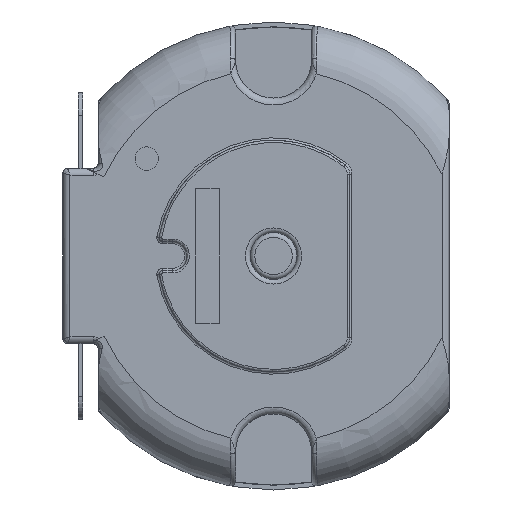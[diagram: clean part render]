
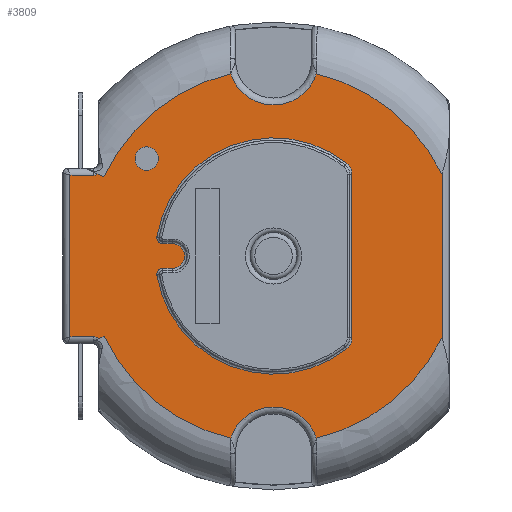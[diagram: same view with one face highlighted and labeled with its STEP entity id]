
A CAD part, left-side view. The second image highlights one B-rep face of the part: STEP entity #3809.
In plain terms, the highlighted face is planar.
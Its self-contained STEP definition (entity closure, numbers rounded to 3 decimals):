
#234=FACE_BOUND('',#710,.T.);
#235=FACE_BOUND('',#711,.T.);
#295=PLANE('',#4207);
#467=FACE_OUTER_BOUND('',#709,.T.);
#709=EDGE_LOOP('',(#3164,#3165,#3166,#3167,#3168,#3169,#3170,#3171,#3172,
#3173,#3174,#3175,#3176,#3177));
#710=EDGE_LOOP('',(#3178));
#711=EDGE_LOOP('',(#3179,#3180,#3181,#3182,#3183,#3184,#3185,#3186,#3187,
#3188));
#950=LINE('',#7383,#1190);
#951=LINE('',#7395,#1191);
#955=LINE('',#7401,#1195);
#962=LINE('',#7419,#1202);
#968=LINE('',#7441,#1208);
#969=LINE('',#7443,#1209);
#970=LINE('',#7452,#1210);
#971=LINE('',#7456,#1211);
#972=LINE('',#7464,#1212);
#1190=VECTOR('',#5020,10.);
#1191=VECTOR('',#5027,10.);
#1195=VECTOR('',#5035,10.);
#1202=VECTOR('',#5056,10.);
#1208=VECTOR('',#5084,10.);
#1209=VECTOR('',#5085,10.);
#1210=VECTOR('',#5094,10.);
#1211=VECTOR('',#5097,10.);
#1212=VECTOR('',#5104,10.);
#1376=CIRCLE('',#4113,0.5);
#1403=CIRCLE('',#4154,8.);
#1408=CIRCLE('',#4163,8.);
#1414=CIRCLE('',#4170,8.);
#1419=CIRCLE('',#4176,1.925);
#1425=CIRCLE('',#4183,8.);
#1430=CIRCLE('',#4202,0.5);
#1432=CIRCLE('',#4208,0.5);
#1433=CIRCLE('',#4209,1.925);
#1434=CIRCLE('',#4210,5.05);
#1435=CIRCLE('',#4211,0.25);
#1436=CIRCLE('',#4212,0.525);
#1437=CIRCLE('',#4213,0.25);
#1438=CIRCLE('',#4214,5.05);
#1439=CIRCLE('',#4215,0.6);
#1440=CIRCLE('',#4216,0.6);
#1652=VERTEX_POINT('',#6644);
#1699=VERTEX_POINT('',#6853);
#1703=VERTEX_POINT('',#6885);
#1707=VERTEX_POINT('',#6929);
#1713=VERTEX_POINT('',#7017);
#1722=VERTEX_POINT('',#7092);
#1727=VERTEX_POINT('',#7175);
#1734=VERTEX_POINT('',#7210);
#1746=VERTEX_POINT('',#7371);
#1747=VERTEX_POINT('',#7375);
#1750=VERTEX_POINT('',#7387);
#1753=VERTEX_POINT('',#7416);
#1754=VERTEX_POINT('',#7418);
#1759=VERTEX_POINT('',#7440);
#1760=VERTEX_POINT('',#7442);
#1761=VERTEX_POINT('',#7446);
#1762=VERTEX_POINT('',#7447);
#1763=VERTEX_POINT('',#7449);
#1764=VERTEX_POINT('',#7451);
#1765=VERTEX_POINT('',#7453);
#1766=VERTEX_POINT('',#7455);
#1767=VERTEX_POINT('',#7457);
#1768=VERTEX_POINT('',#7459);
#1769=VERTEX_POINT('',#7461);
#1770=VERTEX_POINT('',#7463);
#2101=EDGE_CURVE('',#1652,#1652,#1376,.T.);
#2167=EDGE_CURVE('',#1699,#1703,#1403,.T.);
#2184=EDGE_CURVE('',#1713,#1707,#1408,.T.);
#2201=EDGE_CURVE('',#1727,#1722,#1414,.T.);
#2210=EDGE_CURVE('',#1734,#1722,#1419,.T.);
#2226=EDGE_CURVE('',#1734,#1746,#1425,.T.);
#2228=EDGE_CURVE('',#1746,#1747,#950,.T.);
#2232=EDGE_CURVE('',#1750,#1713,#951,.T.);
#2236=EDGE_CURVE('',#1727,#1703,#955,.T.);
#2245=EDGE_CURVE('',#1753,#1754,#962,.T.);
#2249=EDGE_CURVE('',#1754,#1747,#1430,.T.);
#2256=EDGE_CURVE('',#1759,#1753,#968,.T.);
#2257=EDGE_CURVE('',#1760,#1759,#969,.T.);
#2258=EDGE_CURVE('',#1750,#1760,#1432,.T.);
#2259=EDGE_CURVE('',#1699,#1707,#1433,.T.);
#2260=EDGE_CURVE('',#1761,#1762,#1434,.T.);
#2261=EDGE_CURVE('',#1763,#1761,#1435,.T.);
#2262=EDGE_CURVE('',#1764,#1763,#970,.T.);
#2263=EDGE_CURVE('',#1765,#1764,#1436,.T.);
#2264=EDGE_CURVE('',#1766,#1765,#971,.T.);
#2265=EDGE_CURVE('',#1767,#1766,#1437,.T.);
#2266=EDGE_CURVE('',#1768,#1767,#1438,.T.);
#2267=EDGE_CURVE('',#1769,#1768,#1439,.T.);
#2268=EDGE_CURVE('',#1770,#1769,#972,.T.);
#2269=EDGE_CURVE('',#1762,#1770,#1440,.T.);
#3164=ORIENTED_EDGE('',*,*,#2167,.T.);
#3165=ORIENTED_EDGE('',*,*,#2236,.F.);
#3166=ORIENTED_EDGE('',*,*,#2201,.T.);
#3167=ORIENTED_EDGE('',*,*,#2210,.F.);
#3168=ORIENTED_EDGE('',*,*,#2226,.T.);
#3169=ORIENTED_EDGE('',*,*,#2228,.T.);
#3170=ORIENTED_EDGE('',*,*,#2249,.F.);
#3171=ORIENTED_EDGE('',*,*,#2245,.F.);
#3172=ORIENTED_EDGE('',*,*,#2256,.F.);
#3173=ORIENTED_EDGE('',*,*,#2257,.F.);
#3174=ORIENTED_EDGE('',*,*,#2258,.F.);
#3175=ORIENTED_EDGE('',*,*,#2232,.T.);
#3176=ORIENTED_EDGE('',*,*,#2184,.T.);
#3177=ORIENTED_EDGE('',*,*,#2259,.F.);
#3178=ORIENTED_EDGE('',*,*,#2101,.T.);
#3179=ORIENTED_EDGE('',*,*,#2260,.F.);
#3180=ORIENTED_EDGE('',*,*,#2261,.F.);
#3181=ORIENTED_EDGE('',*,*,#2262,.F.);
#3182=ORIENTED_EDGE('',*,*,#2263,.F.);
#3183=ORIENTED_EDGE('',*,*,#2264,.F.);
#3184=ORIENTED_EDGE('',*,*,#2265,.F.);
#3185=ORIENTED_EDGE('',*,*,#2266,.F.);
#3186=ORIENTED_EDGE('',*,*,#2267,.F.);
#3187=ORIENTED_EDGE('',*,*,#2268,.F.);
#3188=ORIENTED_EDGE('',*,*,#2269,.F.);
#3809=ADVANCED_FACE('',(#467,#234,#235),#295,.T.);
#4113=AXIS2_PLACEMENT_3D('',#6645,#4840,#4841);
#4154=AXIS2_PLACEMENT_3D('',#6894,#4952,#4953);
#4163=AXIS2_PLACEMENT_3D('',#7018,#4976,#4977);
#4170=AXIS2_PLACEMENT_3D('',#7176,#4990,#4991);
#4176=AXIS2_PLACEMENT_3D('',#7217,#5002,#5003);
#4183=AXIS2_PLACEMENT_3D('',#7373,#5016,#5017);
#4202=AXIS2_PLACEMENT_3D('',#7426,#5067,#5068);
#4207=AXIS2_PLACEMENT_3D('',#7439,#5082,#5083);
#4208=AXIS2_PLACEMENT_3D('',#7444,#5086,#5087);
#4209=AXIS2_PLACEMENT_3D('',#7445,#5088,#5089);
#4210=AXIS2_PLACEMENT_3D('',#7448,#5090,#5091);
#4211=AXIS2_PLACEMENT_3D('',#7450,#5092,#5093);
#4212=AXIS2_PLACEMENT_3D('',#7454,#5095,#5096);
#4213=AXIS2_PLACEMENT_3D('',#7458,#5098,#5099);
#4214=AXIS2_PLACEMENT_3D('',#7460,#5100,#5101);
#4215=AXIS2_PLACEMENT_3D('',#7462,#5102,#5103);
#4216=AXIS2_PLACEMENT_3D('',#7465,#5105,#5106);
#4840=DIRECTION('center_axis',(0.,1.,0.));
#4841=DIRECTION('ref_axis',(1.,0.,0.));
#4952=DIRECTION('center_axis',(0.,-1.,0.));
#4953=DIRECTION('ref_axis',(0.,0.,-1.));
#4976=DIRECTION('center_axis',(0.,-1.,0.));
#4977=DIRECTION('ref_axis',(0.,0.,-1.));
#4990=DIRECTION('center_axis',(0.,-1.,0.));
#4991=DIRECTION('ref_axis',(0.,0.,-1.));
#5002=DIRECTION('center_axis',(0.,-1.,0.));
#5003=DIRECTION('ref_axis',(0.,0.,1.));
#5016=DIRECTION('center_axis',(0.,-1.,0.));
#5017=DIRECTION('ref_axis',(0.,0.,-1.));
#5020=DIRECTION('',(0.906,0.,-0.423));
#5027=DIRECTION('',(-0.904,0.,-0.427));
#5035=DIRECTION('',(0.,0.,1.));
#5056=DIRECTION('',(-1.,0.,0.));
#5067=DIRECTION('center_axis',(0.,-1.,0.));
#5068=DIRECTION('ref_axis',(-0.707,0.,0.707));
#5082=DIRECTION('center_axis',(0.,-1.,0.));
#5083=DIRECTION('ref_axis',(1.,0.,0.));
#5084=DIRECTION('',(0.,0.,-1.));
#5085=DIRECTION('',(1.,0.,0.));
#5086=DIRECTION('center_axis',(0.,-1.,0.));
#5087=DIRECTION('ref_axis',(-0.707,0.,-0.707));
#5088=DIRECTION('center_axis',(0.,-1.,0.));
#5089=DIRECTION('ref_axis',(0.,0.,-1.));
#5090=DIRECTION('center_axis',(0.,-1.,0.));
#5091=DIRECTION('ref_axis',(0.363,0.,0.932));
#5092=DIRECTION('center_axis',(0.,-1.,0.));
#5093=DIRECTION('ref_axis',(0.762,0.,-0.648));
#5094=DIRECTION('',(1.,0.,0.));
#5095=DIRECTION('center_axis',(0.,1.,0.));
#5096=DIRECTION('ref_axis',(-1.,0.,0.));
#5097=DIRECTION('',(-1.,0.,0.));
#5098=DIRECTION('center_axis',(0.,-1.,0.));
#5099=DIRECTION('ref_axis',(0.762,0.,0.648));
#5100=DIRECTION('center_axis',(0.,-1.,0.));
#5101=DIRECTION('ref_axis',(0.363,0.,-0.932));
#5102=DIRECTION('center_axis',(0.,-1.,0.));
#5103=DIRECTION('ref_axis',(-0.899,0.,-0.437));
#5104=DIRECTION('',(0.,0.,-1.));
#5105=DIRECTION('center_axis',(0.,-1.,0.));
#5106=DIRECTION('ref_axis',(-0.899,0.,0.437));
#6644=CARTESIAN_POINT('',(6.299,-26.114,-4.43));
#6645=CARTESIAN_POINT('Origin',(6.799,-26.114,-4.43));
#6853=CARTESIAN_POINT('',(-0.452,-26.114,7.52));
#6885=CARTESIAN_POINT('',(-5.819,-26.114,3.22));
#6894=CARTESIAN_POINT('Origin',(1.381,-26.114,-0.267));
#6929=CARTESIAN_POINT('',(3.214,-26.114,7.52));
#7017=CARTESIAN_POINT('',(8.613,-26.114,3.152));
#7018=CARTESIAN_POINT('Origin',(1.381,-26.114,-0.267));
#7092=CARTESIAN_POINT('',(-0.452,-26.114,-8.054));
#7175=CARTESIAN_POINT('',(-5.819,-26.114,-3.754));
#7176=CARTESIAN_POINT('Origin',(1.381,-26.114,-0.267));
#7210=CARTESIAN_POINT('',(3.214,-26.114,-8.054));
#7217=CARTESIAN_POINT('Origin',(1.381,-26.114,-8.642));
#7371=CARTESIAN_POINT('',(8.631,-26.114,-3.648));
#7373=CARTESIAN_POINT('Origin',(1.381,-26.114,-0.267));
#7375=CARTESIAN_POINT('',(8.875,-26.114,-3.761));
#7383=CARTESIAN_POINT('',(5.767,-26.114,-2.312));
#7387=CARTESIAN_POINT('',(8.826,-26.114,3.253));
#7395=CARTESIAN_POINT('',(5.756,-26.114,1.801));
#7401=CARTESIAN_POINT('',(-5.819,-26.114,-3.379));
#7416=CARTESIAN_POINT('',(10.081,-26.114,-3.717));
#7418=CARTESIAN_POINT('',(9.081,-26.114,-3.717));
#7419=CARTESIAN_POINT('',(6.156,-26.114,-3.717));
#7426=CARTESIAN_POINT('Origin',(9.081,-26.114,-4.217));
#7439=CARTESIAN_POINT('Origin',(2.131,-26.114,-0.267));
#7440=CARTESIAN_POINT('',(10.081,-26.114,3.183));
#7441=CARTESIAN_POINT('',(10.081,-26.114,1.508));
#7442=CARTESIAN_POINT('',(9.081,-26.114,3.183));
#7443=CARTESIAN_POINT('',(5.606,-26.114,3.183));
#7444=CARTESIAN_POINT('Origin',(9.081,-26.114,3.683));
#7445=CARTESIAN_POINT('Origin',(1.381,-26.114,8.108));
#7446=CARTESIAN_POINT('',(6.364,-26.114,0.548));
#7447=CARTESIAN_POINT('',(-1.74,-26.114,3.703));
#7448=CARTESIAN_POINT('Origin',(1.381,-26.114,-0.267));
#7449=CARTESIAN_POINT('',(6.118,-26.114,0.258));
#7450=CARTESIAN_POINT('Origin',(6.118,-26.114,0.508));
#7451=CARTESIAN_POINT('',(5.706,-26.114,0.258));
#7452=CARTESIAN_POINT('',(3.918,-26.114,0.258));
#7453=CARTESIAN_POINT('',(5.706,-26.114,-0.792));
#7454=CARTESIAN_POINT('Origin',(5.706,-26.114,-0.267));
#7455=CARTESIAN_POINT('',(6.118,-26.114,-0.792));
#7456=CARTESIAN_POINT('',(4.124,-26.114,-0.792));
#7457=CARTESIAN_POINT('',(6.364,-26.114,-1.082));
#7458=CARTESIAN_POINT('Origin',(6.118,-26.114,-1.042));
#7459=CARTESIAN_POINT('',(-1.74,-26.114,-4.237));
#7460=CARTESIAN_POINT('Origin',(1.381,-26.114,-0.267));
#7461=CARTESIAN_POINT('',(-1.969,-26.114,-3.765));
#7462=CARTESIAN_POINT('Origin',(-1.369,-26.114,-3.765));
#7463=CARTESIAN_POINT('',(-1.969,-26.114,3.232));
#7464=CARTESIAN_POINT('',(-1.969,-26.114,1.482));
#7465=CARTESIAN_POINT('Origin',(-1.369,-26.114,3.232));
